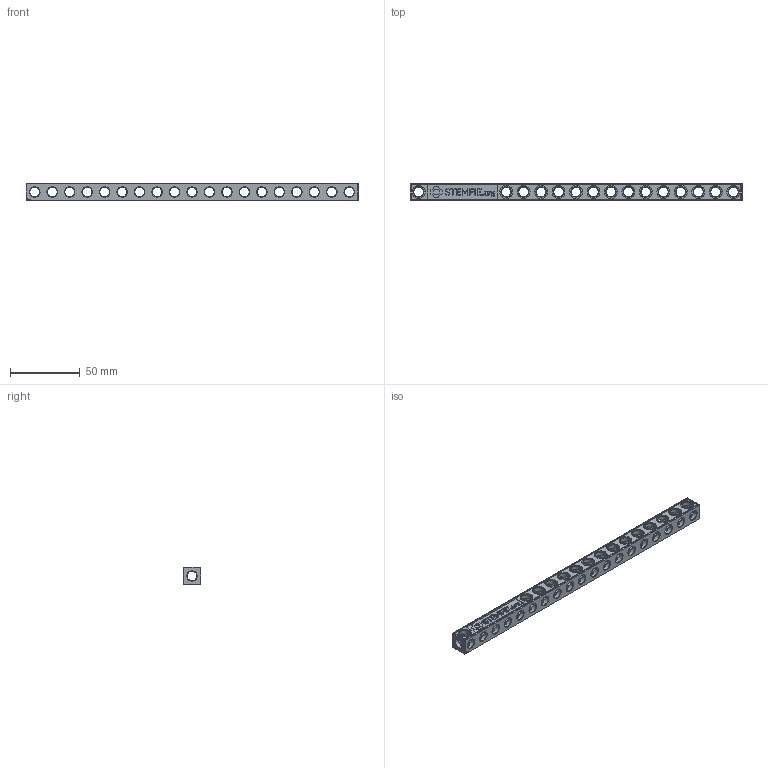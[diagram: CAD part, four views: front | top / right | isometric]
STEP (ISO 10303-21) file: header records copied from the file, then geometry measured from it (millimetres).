
FILE_DESCRIPTION(('FreeCAD Model'),'2;1');
FILE_NAME('Open CASCADE Shape Model','2023-11-10T18:46:55',(''),(''), 'Open CASCADE STEP processor 7.6','FreeCAD','Unknown');
FILE_SCHEMA(('AUTOMOTIVE_DESIGN { 1 0 10303 214 1 1 1 1 }'));
Products named in the file (1): Sign URL BEM STR ESS BU19x01x01 - SPN-SGN-0025 (stemfie.org)
Bounding box: 237.5 x 12.5 x 12.5 mm (x, y, z)
Volume: 18484.2 mm3; surface area: 17054.6 mm2
Topology: 1 solids, 1 shells, 888 faces, 2693 edges, 1796 vertices
Faces by surface type: plane 567, extrusion 136, cylinder 111, cone 74
Full cylindrical faces by diameter (mm): 7 x96, 9.2 x15
Entity records: 71450 total; most frequent: CARTESIAN_POINT 19692, DIRECTION 8883, VECTOR 6127, LINE 5991, ORIENTED_EDGE 5386, PCURVE 5386, DEFINITIONAL_REPRESENTATION 5386, EDGE_CURVE 2693
